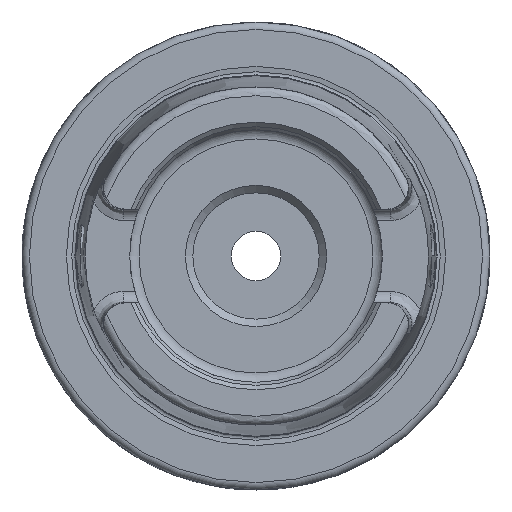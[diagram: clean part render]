
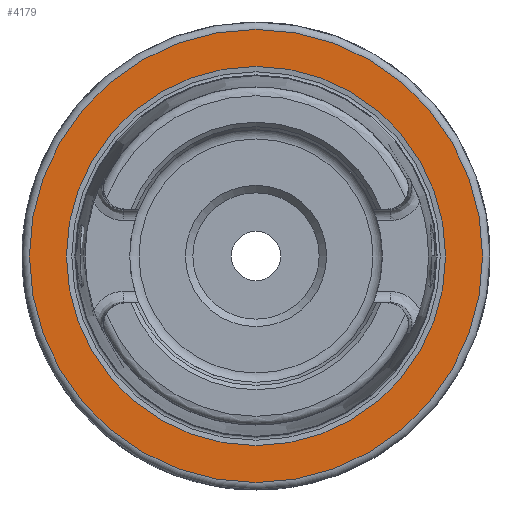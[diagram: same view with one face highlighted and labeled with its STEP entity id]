
A CAD part, left-side view. The second image highlights one B-rep face of the part: STEP entity #4179.
In plain terms, the highlighted planar face has unit normal (-1, 0, 0).
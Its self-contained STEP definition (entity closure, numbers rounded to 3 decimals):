
#72=FACE_BOUND('',#657,.T.);
#187=PLANE('',#4607);
#422=FACE_OUTER_BOUND('',#656,.T.);
#656=EDGE_LOOP('',(#3589,#3590));
#657=EDGE_LOOP('',(#3591,#3592));
#1073=CIRCLE('',#4605,25.521);
#1074=CIRCLE('',#4606,25.521);
#1075=CIRCLE('',#4608,30.5);
#1076=CIRCLE('',#4609,30.5);
#1865=VERTEX_POINT('',#8794);
#1866=VERTEX_POINT('',#8796);
#1867=VERTEX_POINT('',#8800);
#1868=VERTEX_POINT('',#8801);
#2473=EDGE_CURVE('',#1866,#1865,#1073,.T.);
#2474=EDGE_CURVE('',#1865,#1866,#1074,.T.);
#2475=EDGE_CURVE('',#1867,#1868,#1075,.T.);
#2476=EDGE_CURVE('',#1868,#1867,#1076,.T.);
#3589=ORIENTED_EDGE('',*,*,#2475,.F.);
#3590=ORIENTED_EDGE('',*,*,#2476,.F.);
#3591=ORIENTED_EDGE('',*,*,#2473,.T.);
#3592=ORIENTED_EDGE('',*,*,#2474,.T.);
#4179=ADVANCED_FACE('',(#422,#72),#187,.T.);
#4605=AXIS2_PLACEMENT_3D('',#8797,#5585,#5586);
#4606=AXIS2_PLACEMENT_3D('',#8798,#5587,#5588);
#4607=AXIS2_PLACEMENT_3D('',#8799,#5589,#5590);
#4608=AXIS2_PLACEMENT_3D('',#8802,#5591,#5592);
#4609=AXIS2_PLACEMENT_3D('',#8803,#5593,#5594);
#5585=DIRECTION('center_axis',(1.,0.,0.));
#5586=DIRECTION('ref_axis',(0.,0.,-1.));
#5587=DIRECTION('center_axis',(1.,0.,0.));
#5588=DIRECTION('ref_axis',(0.,0.,-1.));
#5589=DIRECTION('center_axis',(-1.,0.,0.));
#5590=DIRECTION('ref_axis',(0.,0.,1.));
#5591=DIRECTION('center_axis',(1.,0.,0.));
#5592=DIRECTION('ref_axis',(0.,0.,-1.));
#5593=DIRECTION('center_axis',(1.,0.,0.));
#5594=DIRECTION('ref_axis',(0.,0.,-1.));
#8794=CARTESIAN_POINT('',(0.,-25.521,0.));
#8796=CARTESIAN_POINT('',(0.,25.521,0.));
#8797=CARTESIAN_POINT('Origin',(0.,0.,
0.));
#8798=CARTESIAN_POINT('Origin',(0.,0.,
0.));
#8799=CARTESIAN_POINT('Origin',(0.,30.5,0.));
#8800=CARTESIAN_POINT('',(0.,30.5,0.));
#8801=CARTESIAN_POINT('',(0.,0.,30.5));
#8802=CARTESIAN_POINT('Origin',(0.,0.,
0.));
#8803=CARTESIAN_POINT('Origin',(0.,0.,
0.));
